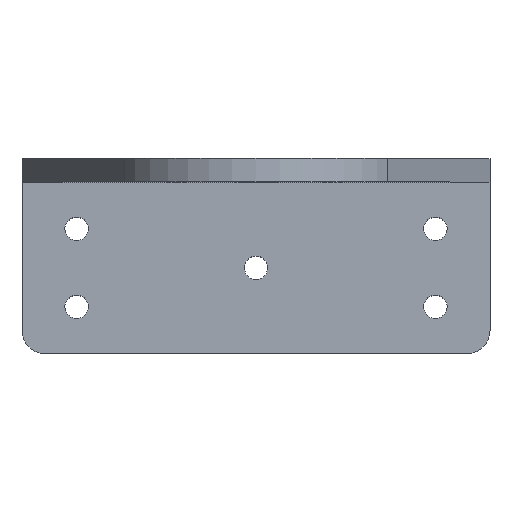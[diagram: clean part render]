
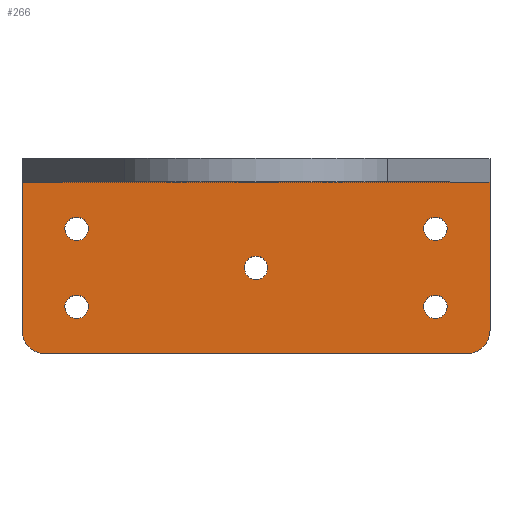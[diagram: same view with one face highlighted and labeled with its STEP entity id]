
A CAD part, top view. The second image highlights one B-rep face of the part: STEP entity #266.
In plain terms, the highlighted planar face has unit normal (0, 0, 1).
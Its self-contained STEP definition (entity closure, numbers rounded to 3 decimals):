
#134 = VERTEX_POINT('',#135);
#135 = CARTESIAN_POINT('',(-30.,-3.,3.));
#164 = EDGE_CURVE('',#165,#167,#169,.T.);
#165 = VERTEX_POINT('',#166);
#166 = CARTESIAN_POINT('',(-30.,-22.,3.));
#167 = VERTEX_POINT('',#168);
#168 = CARTESIAN_POINT('',(-27.,-25.,3.));
#169 = CIRCLE('',#170,3.);
#170 = AXIS2_PLACEMENT_3D('',#171,#172,#173);
#171 = CARTESIAN_POINT('',(-27.,-22.,3.));
#172 = DIRECTION('',(0.,0.,1.));
#173 = DIRECTION('',(0.,1.,0.));
#215 = VERTEX_POINT('',#216);
#216 = CARTESIAN_POINT('',(27.,-25.,3.));
#222 = EDGE_CURVE('',#215,#167,#223,.T.);
#223 = LINE('',#224,#225);
#224 = CARTESIAN_POINT('',(30.,-25.,3.));
#225 = VECTOR('',#226,1.);
#226 = DIRECTION('',(-1.,0.,0.));
#247 = EDGE_CURVE('',#248,#215,#250,.T.);
#248 = VERTEX_POINT('',#249);
#249 = CARTESIAN_POINT('',(30.,-22.,3.));
#250 = CIRCLE('',#251,3.);
#251 = AXIS2_PLACEMENT_3D('',#252,#253,#254);
#252 = CARTESIAN_POINT('',(27.,-22.,3.));
#253 = DIRECTION('',(0.,0.,-1.));
#254 = DIRECTION('',(0.,-1.,0.));
#266 = ADVANCED_FACE('',(#267,#292,#303,#314,#325,#336),#347,.F.);
#267 = FACE_BOUND('',#268,.F.);
#268 = EDGE_LOOP('',(#269,#277,#278,#279,#280,#286));
#269 = ORIENTED_EDGE('',*,*,#270,.T.);
#270 = EDGE_CURVE('',#271,#248,#273,.T.);
#271 = VERTEX_POINT('',#272);
#272 = CARTESIAN_POINT('',(30.,-3.,3.));
#273 = LINE('',#274,#275);
#274 = CARTESIAN_POINT('',(30.,-3.,3.));
#275 = VECTOR('',#276,1.);
#276 = DIRECTION('',(0.,-1.,0.));
#277 = ORIENTED_EDGE('',*,*,#247,.T.);
#278 = ORIENTED_EDGE('',*,*,#222,.T.);
#279 = ORIENTED_EDGE('',*,*,#164,.F.);
#280 = ORIENTED_EDGE('',*,*,#281,.F.);
#281 = EDGE_CURVE('',#134,#165,#282,.T.);
#282 = LINE('',#283,#284);
#283 = CARTESIAN_POINT('',(-30.,-3.,3.));
#284 = VECTOR('',#285,1.);
#285 = DIRECTION('',(0.,-1.,0.));
#286 = ORIENTED_EDGE('',*,*,#287,.F.);
#287 = EDGE_CURVE('',#271,#134,#288,.T.);
#288 = LINE('',#289,#290);
#289 = CARTESIAN_POINT('',(30.,-3.,3.));
#290 = VECTOR('',#291,1.);
#291 = DIRECTION('',(-1.,0.,0.));
#292 = FACE_BOUND('',#293,.F.);
#293 = EDGE_LOOP('',(#294));
#294 = ORIENTED_EDGE('',*,*,#295,.T.);
#295 = EDGE_CURVE('',#296,#296,#298,.T.);
#296 = VERTEX_POINT('',#297);
#297 = CARTESIAN_POINT('',(21.5,-19.,3.));
#298 = CIRCLE('',#299,1.5);
#299 = AXIS2_PLACEMENT_3D('',#300,#301,#302);
#300 = CARTESIAN_POINT('',(23.,-19.,3.));
#301 = DIRECTION('',(0.,0.,1.));
#302 = DIRECTION('',(-1.,0.,0.));
#303 = FACE_BOUND('',#304,.F.);
#304 = EDGE_LOOP('',(#305));
#305 = ORIENTED_EDGE('',*,*,#306,.T.);
#306 = EDGE_CURVE('',#307,#307,#309,.T.);
#307 = VERTEX_POINT('',#308);
#308 = CARTESIAN_POINT('',(-1.5,-14.,3.));
#309 = CIRCLE('',#310,1.5);
#310 = AXIS2_PLACEMENT_3D('',#311,#312,#313);
#311 = CARTESIAN_POINT('',(0.,-14.,3.));
#312 = DIRECTION('',(0.,0.,1.));
#313 = DIRECTION('',(-1.,0.,0.));
#314 = FACE_BOUND('',#315,.F.);
#315 = EDGE_LOOP('',(#316));
#316 = ORIENTED_EDGE('',*,*,#317,.T.);
#317 = EDGE_CURVE('',#318,#318,#320,.T.);
#318 = VERTEX_POINT('',#319);
#319 = CARTESIAN_POINT('',(-24.5,-19.,3.));
#320 = CIRCLE('',#321,1.5);
#321 = AXIS2_PLACEMENT_3D('',#322,#323,#324);
#322 = CARTESIAN_POINT('',(-23.,-19.,3.));
#323 = DIRECTION('',(0.,0.,1.));
#324 = DIRECTION('',(-1.,0.,0.));
#325 = FACE_BOUND('',#326,.F.);
#326 = EDGE_LOOP('',(#327));
#327 = ORIENTED_EDGE('',*,*,#328,.T.);
#328 = EDGE_CURVE('',#329,#329,#331,.T.);
#329 = VERTEX_POINT('',#330);
#330 = CARTESIAN_POINT('',(21.5,-9.,3.));
#331 = CIRCLE('',#332,1.5);
#332 = AXIS2_PLACEMENT_3D('',#333,#334,#335);
#333 = CARTESIAN_POINT('',(23.,-9.,3.));
#334 = DIRECTION('',(0.,0.,1.));
#335 = DIRECTION('',(-1.,0.,0.));
#336 = FACE_BOUND('',#337,.F.);
#337 = EDGE_LOOP('',(#338));
#338 = ORIENTED_EDGE('',*,*,#339,.T.);
#339 = EDGE_CURVE('',#340,#340,#342,.T.);
#340 = VERTEX_POINT('',#341);
#341 = CARTESIAN_POINT('',(-24.5,-9.,3.));
#342 = CIRCLE('',#343,1.5);
#343 = AXIS2_PLACEMENT_3D('',#344,#345,#346);
#344 = CARTESIAN_POINT('',(-23.,-9.,3.));
#345 = DIRECTION('',(0.,0.,1.));
#346 = DIRECTION('',(-1.,0.,0.));
#347 = PLANE('',#348);
#348 = AXIS2_PLACEMENT_3D('',#349,#350,#351);
#349 = CARTESIAN_POINT('',(30.,-3.,3.));
#350 = DIRECTION('',(0.,0.,-1.));
#351 = DIRECTION('',(-1.,0.,0.));
